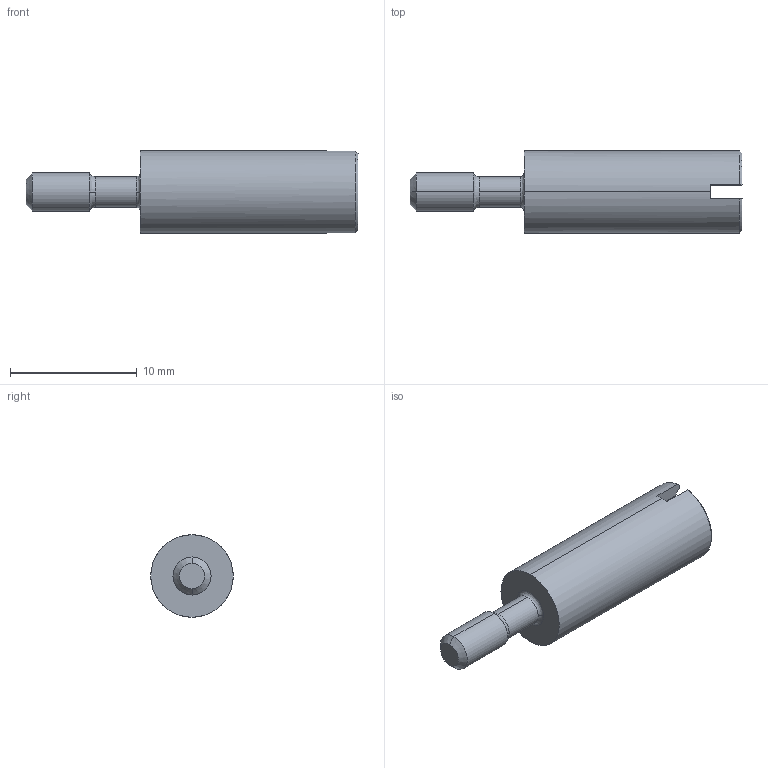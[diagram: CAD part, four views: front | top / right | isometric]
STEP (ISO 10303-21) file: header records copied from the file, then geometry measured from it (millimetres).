
FILE_DESCRIPTION (( 'STEP AP203' ), '1' );
FILE_NAME ('GBUSH-M3_S.STP', '2017-08-16T13:40:13', ( '微软用户' ), ( '微软中国' ), 'SwSTEP 2.0', 'SolidWorks 2012', '' );
FILE_SCHEMA (( 'CONFIG_CONTROL_DESIGN' ));
Length unit declared in the file: millimetre
Products named in the file (1): GBUSH-M3_S
Bounding box: 26.2 x 6.5 x 6.5 mm (x, y, z)
Volume: 369.1 mm3; surface area: 704.9 mm2
Topology: 1 solids, 1 shells, 30 faces, 80 edges, 51 vertices
Faces by surface type: plane 10, cylinder 8, cone 8, bspline 4
Entity records: 1067 total; most frequent: CARTESIAN_POINT 250, DIRECTION 162, ORIENTED_EDGE 156, EDGE_CURVE 78, AXIS2_PLACEMENT_3D 67, VERTEX_POINT 51, CIRCLE 40, EDGE_LOOP 31
